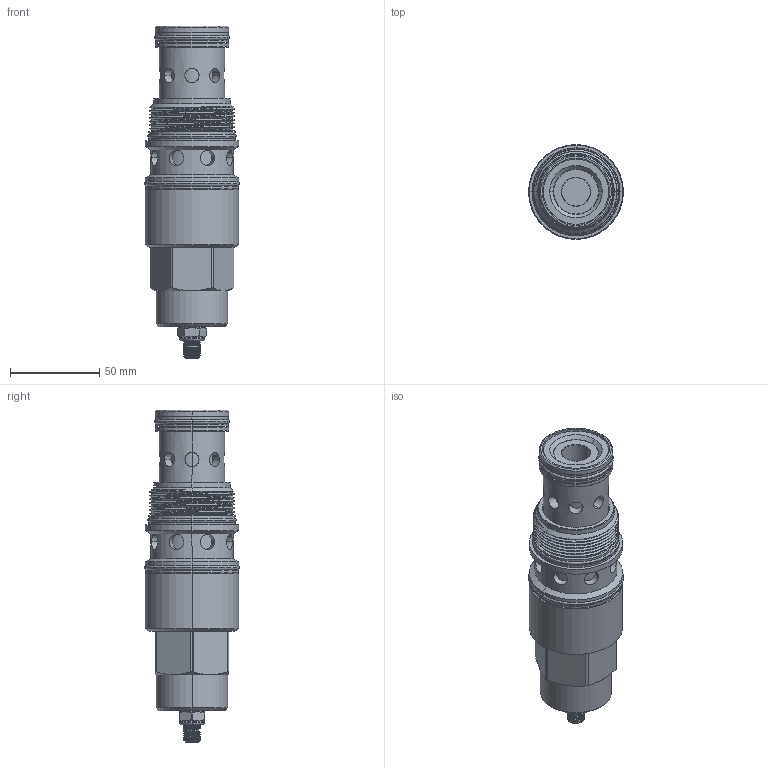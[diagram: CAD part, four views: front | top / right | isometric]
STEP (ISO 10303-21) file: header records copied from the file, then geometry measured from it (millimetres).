
FILE_DESCRIPTION (( 'STEP AP203' ), '1' );
FILE_NAME ('PD19A30-L.STEP', '2020-03-23T03:15:35', ( '' ), ( '' ), 'SwSTEP 2.0', 'SolidWorks 2018', '' );
FILE_SCHEMA (( 'CONFIG_CONTROL_DESIGN' ));
Length unit declared in the file: millimetre
Products named in the file (1): PD19A30-L
Bounding box: 53.11 x 53.11 x 185.85 mm (x, y, z)
Volume: 257279.7 mm3; surface area: 44787.5 mm2
Topology: 8 solids, 21 shells, 399 faces, 918 edges, 587 vertices
Faces by surface type: cylinder 212, plane 95, cone 45, torus 38, bspline 9
Entity records: 20468 total; most frequent: CARTESIAN_POINT 11464, DIRECTION 1885, ORIENTED_EDGE 1832, EDGE_CURVE 916, AXIS2_PLACEMENT_3D 791, VERTEX_POINT 587, EDGE_LOOP 465, CIRCLE 400
